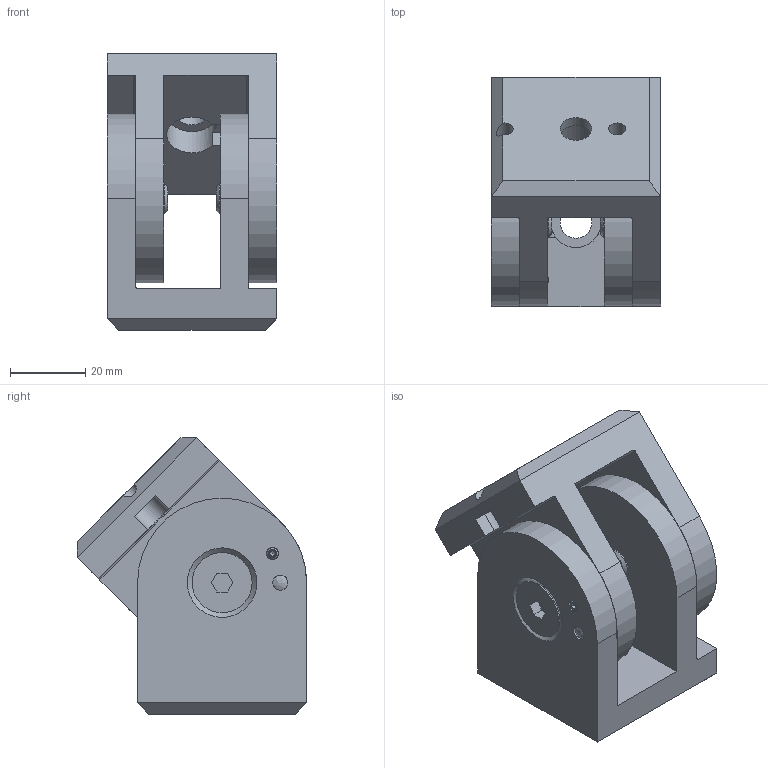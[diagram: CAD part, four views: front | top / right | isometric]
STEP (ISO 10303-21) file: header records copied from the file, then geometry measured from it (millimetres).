
FILE_DESCRIPTION (( 'STEP AP214' ), '1' );
FILE_NAME ('OPT2432.STEP', '2023-03-07T16:09:10', ( '' ), ( '' ), 'SwSTEP 2.0', 'SolidWorks 2021', '' );
FILE_SCHEMA (( 'AUTOMOTIVE_DESIGN' ));
Length unit declared in the file: inch
Products named in the file (1): OPT2432
Bounding box: 45 x 61.04 x 73.54 mm (x, y, z)
Volume: 94800.8 mm3; surface area: 32063.4 mm2
Topology: 6 solids, 6 shells, 139 faces, 346 edges, 210 vertices
Faces by surface type: plane 75, cylinder 39, cone 15, bspline 10
Full cylindrical faces by diameter (mm): 1.5 x1, 3 x1, 3.3 x2, 4 x3, 4.5 x4, 6.8 x2, 8 x2, 8.5 x4, 13.5 x2, 16 x2
Entity records: 4347 total; most frequent: CARTESIAN_POINT 1150, DIRECTION 634, ORIENTED_EDGE 592, EDGE_CURVE 296, AXIS2_PLACEMENT_3D 236, VERTEX_POINT 200, EDGE_LOOP 198, FACE_OUTER_BOUND 162
